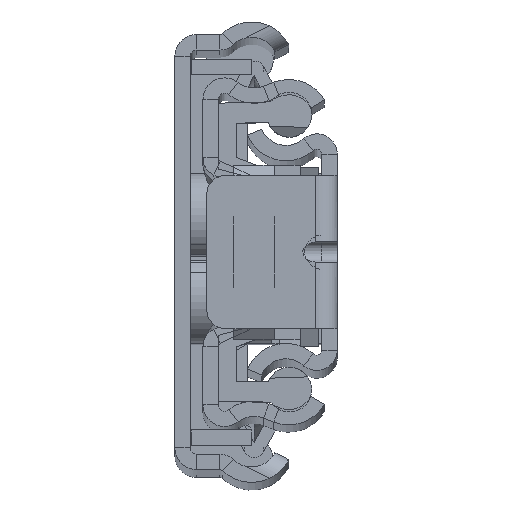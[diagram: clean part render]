
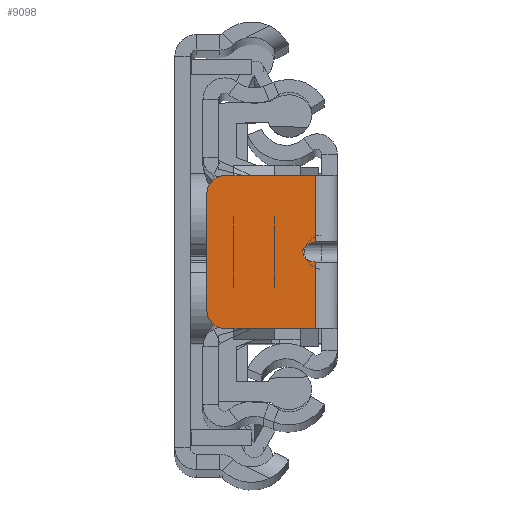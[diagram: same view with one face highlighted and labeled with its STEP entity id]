
A CAD part, top view. The second image highlights one B-rep face of the part: STEP entity #9098.
In plain terms, the highlighted planar face has unit normal (0, 0, 1).
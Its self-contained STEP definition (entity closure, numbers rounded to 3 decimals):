
#140 = CARTESIAN_POINT ( 'NONE',  ( -1.7, 0.79, 0. ) ) ;
#241 = DIRECTION ( 'NONE',  ( 1., 0., 0. ) ) ;
#265 = CARTESIAN_POINT ( 'NONE',  ( -3.497, -0.64, 0. ) ) ;
#1570 = VERTEX_POINT ( 'NONE', #7038 ) ;
#2068 = CARTESIAN_POINT ( 'NONE',  ( -1.7, -0.79, 0. ) ) ;
#2223 = VECTOR ( 'NONE', #14729, 1000. ) ;
#2435 = AXIS2_PLACEMENT_3D ( 'NONE', #3786, #17288, #20860 ) ;
#2741 = EDGE_CURVE ( 'NONE', #1570, #15894, #4089, .T. ) ;
#3786 = CARTESIAN_POINT ( 'NONE',  ( -8.7, -4.5, 0. ) ) ;
#4089 = LINE ( 'NONE', #9886, #10267 ) ;
#4272 = DIRECTION ( 'NONE',  ( -1., 0., 0. ) ) ;
#4282 = VERTEX_POINT ( 'NONE', #8971 ) ;
#4292 = ORIENTED_EDGE ( 'NONE', *, *, #20871, .F. ) ;
#4294 = EDGE_CURVE ( 'NONE', #5579, #4282, #14870, .T. ) ;
#4682 = ORIENTED_EDGE ( 'NONE', *, *, #18148, .T. ) ;
#5129 = VERTEX_POINT ( 'NONE', #5295 ) ;
#5295 = CARTESIAN_POINT ( 'NONE',  ( -1.7, -0.79, 0. ) ) ;
#5579 = VERTEX_POINT ( 'NONE', #6010 ) ;
#6010 = CARTESIAN_POINT ( 'NONE',  ( -10.2, 4.5, 0. ) ) ;
#6794 = PLANE ( 'NONE',  #23571 ) ;
#7038 = CARTESIAN_POINT ( 'NONE',  ( -8.7, -6., 0. ) ) ;
#7331 = EDGE_CURVE ( 'NONE', #18534, #5579, #9822, .T. ) ;
#7884 = VECTOR ( 'NONE', #9864, 1000. ) ;
#8085 = ORIENTED_EDGE ( 'NONE', *, *, #4294, .T. ) ;
#8164 = ORIENTED_EDGE ( 'NONE', *, *, #12172, .T. ) ;
#8971 = CARTESIAN_POINT ( 'NONE',  ( -10.2, -4.5, 0. ) ) ;
#9098 = ADVANCED_FACE ( 'NONE', ( #24384 ), #6794, .F. ) ;
#9225 = LINE ( 'NONE', #24781, #2223 ) ;
#9446 = VECTOR ( 'NONE', #14579, 1000. ) ;
#9572 = ORIENTED_EDGE ( 'NONE', *, *, #7331, .T. ) ;
#9822 = CIRCLE ( 'NONE', #23350, 1.5 ) ;
#9864 = DIRECTION ( 'NONE',  ( 0., -1., 0. ) ) ;
#9886 = CARTESIAN_POINT ( 'NONE',  ( 0., -6., 0. ) ) ;
#10194 = ORIENTED_EDGE ( 'NONE', *, *, #2741, .T. ) ;
#10267 = VECTOR ( 'NONE', #241, 1000. ) ;
#10944 = ORIENTED_EDGE ( 'NONE', *, *, #17134, .T. ) ;
#11006 = CARTESIAN_POINT ( 'NONE',  ( 0., 0., 0. ) ) ;
#12172 = EDGE_CURVE ( 'NONE', #4282, #1570, #13513, .T. ) ;
#12568 = DIRECTION ( 'NONE',  ( 0., -1., 0. ) ) ;
#13180 = DIRECTION ( 'NONE',  ( -1., 0., 0. ) ) ;
#13409 = CARTESIAN_POINT ( 'NONE',  ( -1.7, -6., 0. ) ) ;
#13513 = CIRCLE ( 'NONE', #2435, 1.5 ) ;
#13811 = ORIENTED_EDGE ( 'NONE', *, *, #22078, .F. ) ;
#14039 = CARTESIAN_POINT ( 'NONE',  ( -1.7, 6., 0. ) ) ;
#14579 = DIRECTION ( 'NONE',  ( 0., -1., 0. ) ) ;
#14729 = DIRECTION ( 'NONE',  ( -1., 0., 0. ) ) ;
#14870 = LINE ( 'NONE', #16307, #23827 ) ;
#15767 = LINE ( 'NONE', #23731, #7884 ) ;
#15894 = VERTEX_POINT ( 'NONE', #13409 ) ;
#16080 = DIRECTION ( 'NONE',  ( 0., 0., 1. ) ) ;
#16307 = CARTESIAN_POINT ( 'NONE',  ( -10.2, 0., 0. ) ) ;
#16718 = CARTESIAN_POINT ( 'NONE',  ( -1.7, 0.79, 0. ) ) ;
#16798 = DIRECTION ( 'NONE',  ( 0., 0., -1. ) ) ;
#17134 = EDGE_CURVE ( 'NONE', #19391, #18534, #9225, .T. ) ;
#17288 = DIRECTION ( 'NONE',  ( 0., 0., 1. ) ) ;
#17367 = CARTESIAN_POINT ( 'NONE',  ( -3.497, 0.64, 0. ) ) ;
#18148 = EDGE_CURVE ( 'NONE', #5129, #21661, #21720, .T. ) ;
#18534 = VERTEX_POINT ( 'NONE', #24590 ) ;
#19391 = VERTEX_POINT ( 'NONE', #14039 ) ;
#20860 = DIRECTION ( 'NONE',  ( -1., 0., 0. ) ) ;
#20871 = EDGE_CURVE ( 'NONE', #5129, #15894, #22566, .T. ) ;
#21060 = EDGE_LOOP ( 'NONE', ( #10944, #9572, #8085, #8164, #10194, #4292, #4682, #13811 ) ) ;
#21661 = VERTEX_POINT ( 'NONE', #16718 ) ;
#21720 =( BOUNDED_CURVE ( )  B_SPLINE_CURVE ( 3, ( #2068, #265, #17367, #140 ),
 .UNSPECIFIED., .F., .F. ) 
 B_SPLINE_CURVE_WITH_KNOTS ( ( 4, 4 ),
 ( 4.83, 7.736 ),
 .UNSPECIFIED. ) 
 CURVE ( )  GEOMETRIC_REPRESENTATION_ITEM ( )  RATIONAL_B_SPLINE_CURVE ( ( 1., 0.412, 0.412, 1. ) ) 
 REPRESENTATION_ITEM ( '' )  );
#22078 = EDGE_CURVE ( 'NONE', #19391, #21661, #15767, .T. ) ;
#22566 = LINE ( 'NONE', #24371, #9446 ) ;
#23350 = AXIS2_PLACEMENT_3D ( 'NONE', #24182, #16080, #4272 ) ;
#23571 = AXIS2_PLACEMENT_3D ( 'NONE', #11006, #16798, #13180 ) ;
#23731 = CARTESIAN_POINT ( 'NONE',  ( -1.7, -6., 0. ) ) ;
#23827 = VECTOR ( 'NONE', #12568, 1000. ) ;
#24182 = CARTESIAN_POINT ( 'NONE',  ( -8.7, 4.5, 0. ) ) ;
#24371 = CARTESIAN_POINT ( 'NONE',  ( -1.7, -6., 0. ) ) ;
#24384 = FACE_OUTER_BOUND ( 'NONE', #21060, .T. ) ;
#24590 = CARTESIAN_POINT ( 'NONE',  ( -8.7, 6., 0. ) ) ;
#24781 = CARTESIAN_POINT ( 'NONE',  ( 0., 6., 0. ) ) ;
